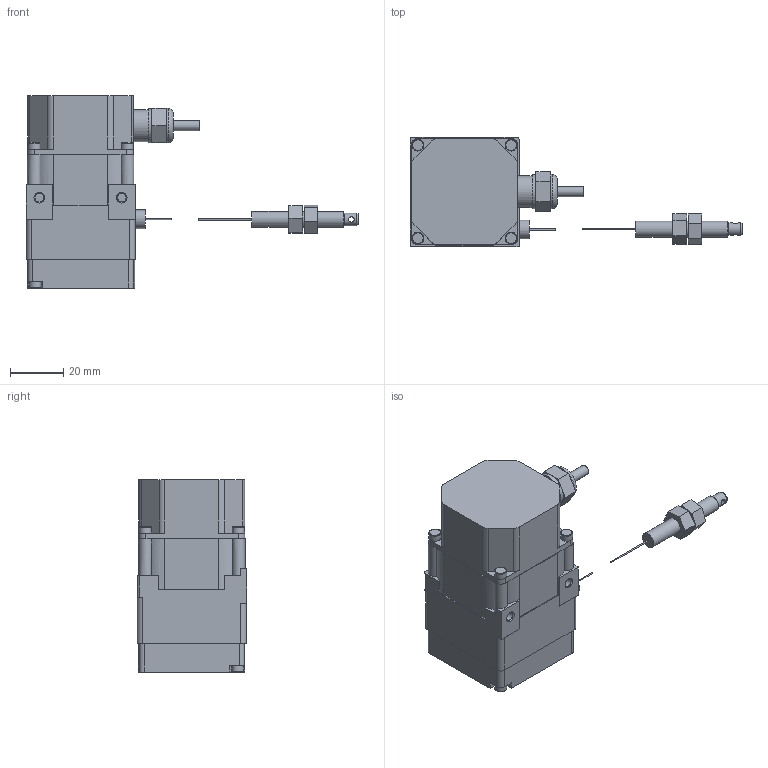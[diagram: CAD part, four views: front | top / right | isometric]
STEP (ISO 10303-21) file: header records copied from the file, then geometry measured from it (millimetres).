
FILE_DESCRIPTION(/* description */ (''),/* implementation_level */ '2;1');
FILE_NAME(/* name */ 'ipf_z3d_VS98C572.stp',/* time_stamp */ '2019-08-19T15:06:25+02:00',/* author */ ('g.aydin'),/* organization */ (''),/* preprocessor_version */ 'ST-DEVELOPER v15.2',/* originating_system */ 'Autodesk Inventor 2014',/* authorisation */ '');
FILE_SCHEMA (('AUTOMOTIVE_DESIGN { 1 0 10303 214 3 1 1 }'));
Length unit declared in the file: millimetre
Products named in the file (4): _SG20-X-X-E1-X-T1-X_housing; _SG20-X-X-X-X-X-X_pin; _SG20-X-X-X-X-X-_mut; ipf_z3d_VS98C572
Bounding box: 124.82 x 41.2 x 72.3 mm (x, y, z)
Volume: 117747.9 mm3; surface area: 17440.9 mm2
Topology: 4 solids, 4 shells, 193 faces, 470 edges, 303 vertices
Faces by surface type: plane 118, cylinder 59, cone 9, torus 7
Full cylindrical faces by diameter (mm): 0.45 x2, 2.1 x1, 3.242 x2, 3.8 x1, 4.5 x6, 4.7 x1, 4.917 x2, 6 x2, 7 x1, 12 x1, 12.9 x2
Entity records: 5499 total; most frequent: CARTESIAN_POINT 950, DIRECTION 940, ORIENTED_EDGE 818, EDGE_CURVE 409, AXIS2_PLACEMENT_3D 343, VERTEX_POINT 285, LINE 254, VECTOR 254
